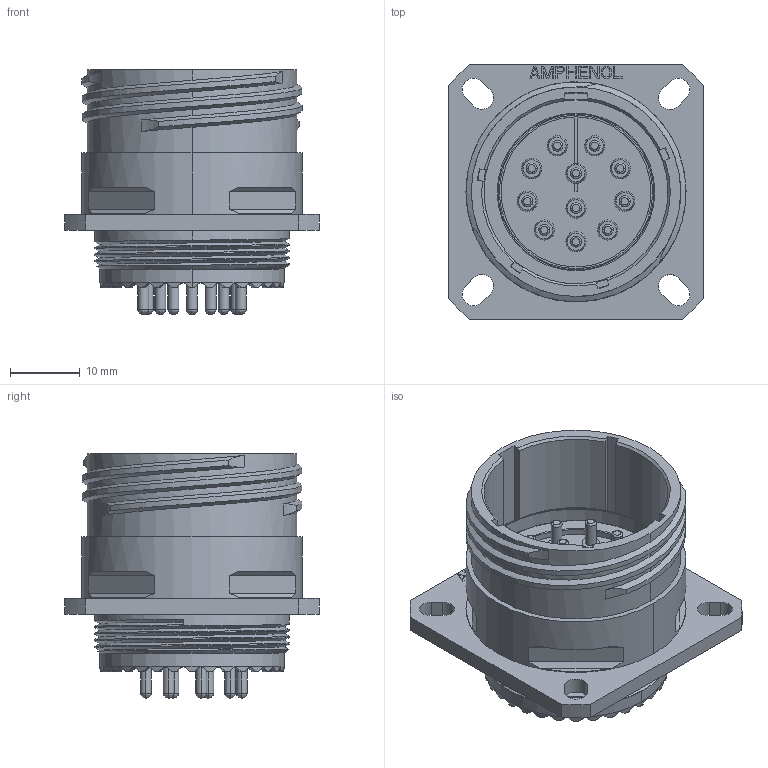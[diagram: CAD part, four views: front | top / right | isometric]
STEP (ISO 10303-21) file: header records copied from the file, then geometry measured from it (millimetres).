
FILE_DESCRIPTION((''),'2;1');
FILE_NAME('TVPS00DS-19-11P-P15-_SW','2022-03-29T14:11:41',('sigmaxadm'),(''),'CREO PARAMETRIC BY PTC INC, 2021184','CREO PARAMETRIC BY PTC INC, 2021184','');
FILE_SCHEMA(('CONFIG_CONTROL_DESIGN'));
Length unit declared in the file: inch
Products named in the file (1): TVPS00DS-19-11P-P15-_SW
Bounding box: 36.51 x 36.51 x 35.08 mm (x, y, z)
Volume: 13101.4 mm3; surface area: 10714.4 mm2
Topology: 1 solids, 1 shells, 748 faces, 1899 edges, 1211 vertices
Faces by surface type: plane 343, cylinder 234, torus 78, cone 61, bspline 32
Entity records: 32875 total; most frequent: CARTESIAN_POINT 15234, ORIENTED_EDGE 3798, DIRECTION 3489, EDGE_CURVE 1899, AXIS2_PLACEMENT_3D 1294, VERTEX_POINT 1211, VECTOR 901, LINE 901
